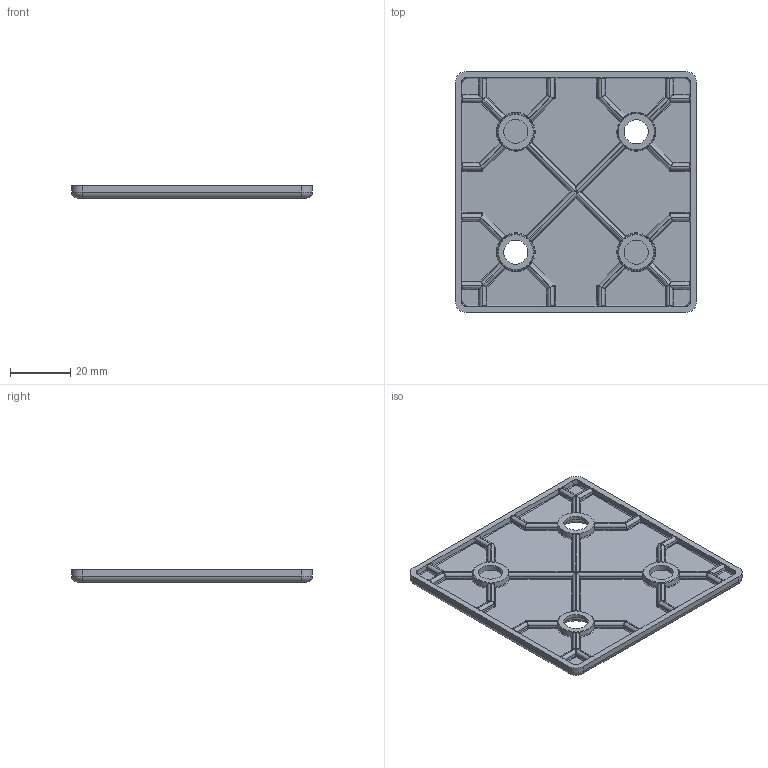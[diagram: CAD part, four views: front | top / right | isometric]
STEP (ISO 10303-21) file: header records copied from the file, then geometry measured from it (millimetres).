
FILE_DESCRIPTION (( 'STEP AP214' ), '1' );
FILE_NAME ('091349.STEP', '2015-04-23T09:04:08', ( 'Admin' ), ( 'Hewlett-Packard Company' ), 'SwSTEP 2.0', 'SolidWorks 2014', '' );
FILE_SCHEMA (( 'AUTOMOTIVE_DESIGN' ));
Length unit declared in the file: millimetre
Products named in the file (1): 091349
Bounding box: 80 x 80 x 4 mm (x, y, z)
Volume: 15171.8 mm3; surface area: 15328.2 mm2
Topology: 1 solids, 1 shells, 592 faces, 1337 edges, 679 vertices
Faces by surface type: cylinder 216, bspline 164, plane 108, sphere 47, torus 35, cone 22
Full cylindrical faces by diameter (mm): 8 x4, 12 x2
Entity records: 18713 total; most frequent: CARTESIAN_POINT 7526, ORIENTED_EDGE 2486, DIRECTION 2098, EDGE_CURVE 1243, AXIS2_PLACEMENT_3D 818, VERTEX_POINT 679, EDGE_LOOP 622, FACE_OUTER_BOUND 598
